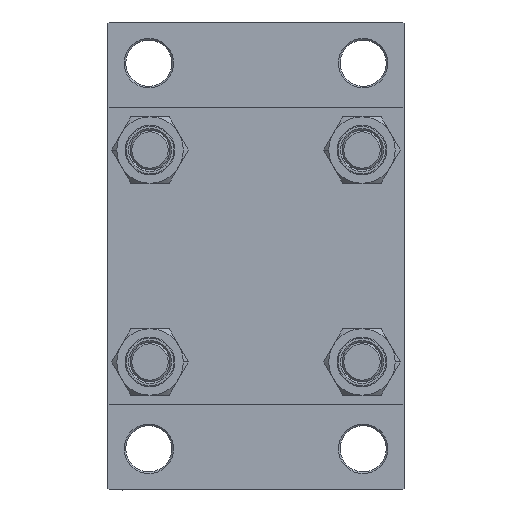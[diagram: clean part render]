
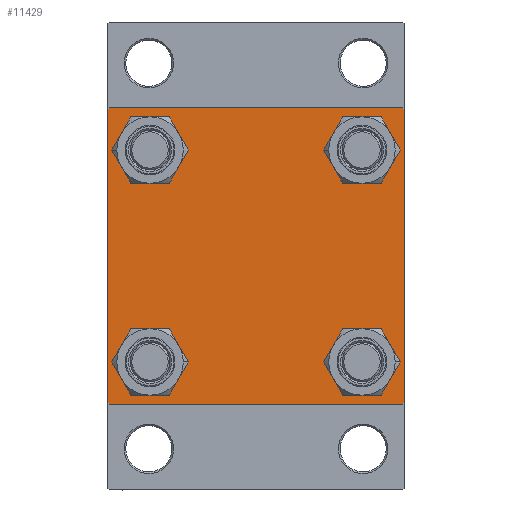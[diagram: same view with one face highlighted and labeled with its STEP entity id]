
A CAD part, left-side view. The second image highlights one B-rep face of the part: STEP entity #11429.
In plain terms, the highlighted planar face has unit normal (-1, 0, 0).
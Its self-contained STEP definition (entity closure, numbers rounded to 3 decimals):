
#113 = CARTESIAN_POINT ( 'NONE',  ( 0., 32.15, 38.65 ) ) ;
#864 = VERTEX_POINT ( 'NONE', #34102 ) ;
#983 = EDGE_CURVE ( 'NONE', #3357, #50028, #47435, .T. ) ;
#994 = CARTESIAN_POINT ( 'NONE',  ( 0., -44.5, -45. ) ) ;
#1339 = CARTESIAN_POINT ( 'NONE',  ( 0., 32.15, -32.15 ) ) ;
#1754 = EDGE_CURVE ( 'NONE', #20200, #39588, #25534, .T. ) ;
#1853 = EDGE_LOOP ( 'NONE', ( #49153, #10683 ) ) ;
#2076 = VECTOR ( 'NONE', #16540, 1000. ) ;
#2264 = DIRECTION ( 'NONE',  ( 0., 0., 1. ) ) ;
#2648 = DIRECTION ( 'NONE',  ( 0., 0., 1. ) ) ;
#3016 = VERTEX_POINT ( 'NONE', #33066 ) ;
#3281 = EDGE_LOOP ( 'NONE', ( #33132, #30513 ) ) ;
#3357 = VERTEX_POINT ( 'NONE', #25155 ) ;
#3394 = DIRECTION ( 'NONE',  ( 0., 0., 1. ) ) ;
#3640 = CARTESIAN_POINT ( 'NONE',  ( 0., 32.15, 32.15 ) ) ;
#3684 = CARTESIAN_POINT ( 'NONE',  ( 0., 32.15, -32.15 ) ) ;
#4117 = DIRECTION ( 'NONE',  ( 1., 0., 0. ) ) ;
#4707 = EDGE_CURVE ( 'NONE', #18997, #28724, #17979, .T. ) ;
#4990 = DIRECTION ( 'NONE',  ( 0., 0., 1. ) ) ;
#5080 = LINE ( 'NONE', #17459, #39711 ) ;
#5392 = DIRECTION ( 'NONE',  ( 0., 0., 1. ) ) ;
#5406 = CARTESIAN_POINT ( 'NONE',  ( 0., -45., -44.5 ) ) ;
#7107 = CARTESIAN_POINT ( 'NONE',  ( 0., 44.75, 44.75 ) ) ;
#7294 = VECTOR ( 'NONE', #37432, 1000. ) ;
#7675 = DIRECTION ( 'NONE',  ( 1., 0., 0. ) ) ;
#7795 = VERTEX_POINT ( 'NONE', #50074 ) ;
#7940 = DIRECTION ( 'NONE',  ( 1., 0., 0. ) ) ;
#8104 = AXIS2_PLACEMENT_3D ( 'NONE', #30453, #38062, #3394 ) ;
#8187 = AXIS2_PLACEMENT_3D ( 'NONE', #3684, #13896, #2264 ) ;
#8277 = ORIENTED_EDGE ( 'NONE', *, *, #26089, .T. ) ;
#8873 = DIRECTION ( 'NONE',  ( 0., 0., -1. ) ) ;
#9064 = LINE ( 'NONE', #20168, #12140 ) ;
#9198 = DIRECTION ( 'NONE',  ( 1., 0., 0. ) ) ;
#9308 = CARTESIAN_POINT ( 'NONE',  ( 0., -32.15, 25.65 ) ) ;
#9417 = VERTEX_POINT ( 'NONE', #14244 ) ;
#9723 = ORIENTED_EDGE ( 'NONE', *, *, #34332, .T. ) ;
#10683 = ORIENTED_EDGE ( 'NONE', *, *, #21761, .T. ) ;
#10969 = FACE_OUTER_BOUND ( 'NONE', #19702, .T. ) ;
#11022 = ORIENTED_EDGE ( 'NONE', *, *, #11025, .T. ) ;
#11025 = EDGE_CURVE ( 'NONE', #15114, #864, #9064, .T. ) ;
#11217 = CARTESIAN_POINT ( 'NONE',  ( 0., -32.15, -32.15 ) ) ;
#11429 = ADVANCED_FACE ( 'NONE', ( #15005, #49461, #38563, #45665, #10969 ), #22596, .T. ) ;
#11664 = LINE ( 'NONE', #31896, #32805 ) ;
#12140 = VECTOR ( 'NONE', #47274, 1000. ) ;
#12196 = DIRECTION ( 'NONE',  ( 0., 0., 1. ) ) ;
#12726 = CARTESIAN_POINT ( 'NONE',  ( 0., 32.15, 32.15 ) ) ;
#12990 = CARTESIAN_POINT ( 'NONE',  ( 0., -44.5, 45. ) ) ;
#13233 = DIRECTION ( 'NONE',  ( 0., 0., 1. ) ) ;
#13326 = DIRECTION ( 'NONE',  ( 1., 0., 0. ) ) ;
#13417 = AXIS2_PLACEMENT_3D ( 'NONE', #16608, #13326, #4990 ) ;
#13790 = LINE ( 'NONE', #33274, #19010 ) ;
#13896 = DIRECTION ( 'NONE',  ( 1., 0., 0. ) ) ;
#14244 = CARTESIAN_POINT ( 'NONE',  ( 0., 32.15, -25.65 ) ) ;
#14343 = EDGE_CURVE ( 'NONE', #3016, #47848, #36657, .T. ) ;
#14506 = DIRECTION ( 'NONE',  ( 0., 0., 1. ) ) ;
#15005 = FACE_BOUND ( 'NONE', #3281, .T. ) ;
#15114 = VERTEX_POINT ( 'NONE', #36489 ) ;
#15943 = ORIENTED_EDGE ( 'NONE', *, *, #983, .T. ) ;
#16039 = ORIENTED_EDGE ( 'NONE', *, *, #36983, .T. ) ;
#16041 = CARTESIAN_POINT ( 'NONE',  ( 0., -44.75, 44.75 ) ) ;
#16269 = AXIS2_PLACEMENT_3D ( 'NONE', #31174, #4117, #12196 ) ;
#16540 = DIRECTION ( 'NONE',  ( 0., 0.707, 0.707 ) ) ;
#16608 = CARTESIAN_POINT ( 'NONE',  ( 0., -32.15, 32.15 ) ) ;
#17459 = CARTESIAN_POINT ( 'NONE',  ( 0., -44.75, -44.75 ) ) ;
#17979 = LINE ( 'NONE', #7107, #41033 ) ;
#18997 = VERTEX_POINT ( 'NONE', #23614 ) ;
#19010 = VECTOR ( 'NONE', #22107, 1000. ) ;
#19045 = DIRECTION ( 'NONE',  ( 0., 0., 1. ) ) ;
#19702 = EDGE_LOOP ( 'NONE', ( #37278, #11022, #16039, #9723, #25604, #15943, #49302, #22283 ) ) ;
#19756 = EDGE_CURVE ( 'NONE', #28724, #15114, #13790, .T. ) ;
#20168 = CARTESIAN_POINT ( 'NONE',  ( 0., 44.75, -44.75 ) ) ;
#20200 = VERTEX_POINT ( 'NONE', #9308 ) ;
#20738 = EDGE_CURVE ( 'NONE', #3357, #42831, #11664, .T. ) ;
#21617 = CARTESIAN_POINT ( 'NONE',  ( 0., 45., 44.5 ) ) ;
#21761 = EDGE_CURVE ( 'NONE', #7795, #35976, #41777, .T. ) ;
#22107 = DIRECTION ( 'NONE',  ( 0., 0., -1. ) ) ;
#22283 = ORIENTED_EDGE ( 'NONE', *, *, #4707, .T. ) ;
#22577 = CARTESIAN_POINT ( 'NONE',  ( 0., -32.15, 38.65 ) ) ;
#22596 = PLANE ( 'NONE',  #8104 ) ;
#22656 = VECTOR ( 'NONE', #40229, 1000. ) ;
#22716 = CIRCLE ( 'NONE', #8187, 6.5 ) ;
#23614 = CARTESIAN_POINT ( 'NONE',  ( 0., 44.5, 45. ) ) ;
#25155 = CARTESIAN_POINT ( 'NONE',  ( 0., -45., 44.5 ) ) ;
#25534 = CIRCLE ( 'NONE', #13417, 6.5 ) ;
#25604 = ORIENTED_EDGE ( 'NONE', *, *, #20738, .F. ) ;
#25618 = CIRCLE ( 'NONE', #32106, 6.5 ) ;
#25719 = AXIS2_PLACEMENT_3D ( 'NONE', #3640, #7940, #19045 ) ;
#25768 = CARTESIAN_POINT ( 'NONE',  ( 0., 45., 45. ) ) ;
#26089 = EDGE_CURVE ( 'NONE', #47848, #3016, #25618, .T. ) ;
#28507 = EDGE_CURVE ( 'NONE', #9417, #47695, #29748, .T. ) ;
#28724 = VERTEX_POINT ( 'NONE', #21617 ) ;
#29196 = EDGE_LOOP ( 'NONE', ( #35115, #8277 ) ) ;
#29748 = CIRCLE ( 'NONE', #31384, 6.5 ) ;
#29825 = LINE ( 'NONE', #25768, #7294 ) ;
#30375 = DIRECTION ( 'NONE',  ( 0., 0.707, -0.707 ) ) ;
#30453 = CARTESIAN_POINT ( 'NONE',  ( 0., 0., 0. ) ) ;
#30513 = ORIENTED_EDGE ( 'NONE', *, *, #1754, .T. ) ;
#31174 = CARTESIAN_POINT ( 'NONE',  ( 0., -32.15, 32.15 ) ) ;
#31384 = AXIS2_PLACEMENT_3D ( 'NONE', #1339, #40069, #5392 ) ;
#31644 = CIRCLE ( 'NONE', #16269, 6.5 ) ;
#31896 = CARTESIAN_POINT ( 'NONE',  ( 0., -45., 45. ) ) ;
#32106 = AXIS2_PLACEMENT_3D ( 'NONE', #11217, #7675, #14506 ) ;
#32514 = EDGE_CURVE ( 'NONE', #18997, #50028, #29825, .T. ) ;
#32805 = VECTOR ( 'NONE', #8873, 1000. ) ;
#33053 = ORIENTED_EDGE ( 'NONE', *, *, #28507, .T. ) ;
#33066 = CARTESIAN_POINT ( 'NONE',  ( 0., -32.15, -25.65 ) ) ;
#33132 = ORIENTED_EDGE ( 'NONE', *, *, #38715, .T. ) ;
#33274 = CARTESIAN_POINT ( 'NONE',  ( 0., 45., 45. ) ) ;
#33808 = ORIENTED_EDGE ( 'NONE', *, *, #48768, .T. ) ;
#34102 = CARTESIAN_POINT ( 'NONE',  ( 0., 44.5, -45. ) ) ;
#34332 = EDGE_CURVE ( 'NONE', #37843, #42831, #5080, .T. ) ;
#34447 = EDGE_LOOP ( 'NONE', ( #33053, #33808 ) ) ;
#35115 = ORIENTED_EDGE ( 'NONE', *, *, #14343, .T. ) ;
#35855 = CARTESIAN_POINT ( 'NONE',  ( 0., -32.15, -38.65 ) ) ;
#35976 = VERTEX_POINT ( 'NONE', #113 ) ;
#36489 = CARTESIAN_POINT ( 'NONE',  ( 0., 45., -44.5 ) ) ;
#36657 = CIRCLE ( 'NONE', #43127, 6.5 ) ;
#36983 = EDGE_CURVE ( 'NONE', #864, #37843, #44538, .T. ) ;
#37278 = ORIENTED_EDGE ( 'NONE', *, *, #19756, .T. ) ;
#37432 = DIRECTION ( 'NONE',  ( 0., -1., 0. ) ) ;
#37843 = VERTEX_POINT ( 'NONE', #994 ) ;
#38062 = DIRECTION ( 'NONE',  ( -1., 0., 0. ) ) ;
#38563 = FACE_BOUND ( 'NONE', #34447, .T. ) ;
#38715 = EDGE_CURVE ( 'NONE', #39588, #20200, #31644, .T. ) ;
#39588 = VERTEX_POINT ( 'NONE', #22577 ) ;
#39711 = VECTOR ( 'NONE', #44071, 1000. ) ;
#40069 = DIRECTION ( 'NONE',  ( 1., 0., 0. ) ) ;
#40229 = DIRECTION ( 'NONE',  ( 0., -1., 0. ) ) ;
#40717 = EDGE_CURVE ( 'NONE', #35976, #7795, #47567, .T. ) ;
#41033 = VECTOR ( 'NONE', #30375, 1000. ) ;
#41777 = CIRCLE ( 'NONE', #49828, 6.5 ) ;
#42720 = CARTESIAN_POINT ( 'NONE',  ( 0., 32.15, -38.65 ) ) ;
#42831 = VERTEX_POINT ( 'NONE', #5406 ) ;
#43127 = AXIS2_PLACEMENT_3D ( 'NONE', #44691, #48222, #2648 ) ;
#44071 = DIRECTION ( 'NONE',  ( 0., -0.707, 0.707 ) ) ;
#44538 = LINE ( 'NONE', #45026, #22656 ) ;
#44691 = CARTESIAN_POINT ( 'NONE',  ( 0., -32.15, -32.15 ) ) ;
#45026 = CARTESIAN_POINT ( 'NONE',  ( 0., 45., -45. ) ) ;
#45665 = FACE_BOUND ( 'NONE', #1853, .T. ) ;
#47274 = DIRECTION ( 'NONE',  ( 0., -0.707, -0.707 ) ) ;
#47435 = LINE ( 'NONE', #16041, #2076 ) ;
#47567 = CIRCLE ( 'NONE', #25719, 6.5 ) ;
#47695 = VERTEX_POINT ( 'NONE', #42720 ) ;
#47848 = VERTEX_POINT ( 'NONE', #35855 ) ;
#48222 = DIRECTION ( 'NONE',  ( 1., 0., 0. ) ) ;
#48768 = EDGE_CURVE ( 'NONE', #47695, #9417, #22716, .T. ) ;
#49153 = ORIENTED_EDGE ( 'NONE', *, *, #40717, .T. ) ;
#49302 = ORIENTED_EDGE ( 'NONE', *, *, #32514, .F. ) ;
#49461 = FACE_BOUND ( 'NONE', #29196, .T. ) ;
#49828 = AXIS2_PLACEMENT_3D ( 'NONE', #12726, #9198, #13233 ) ;
#50028 = VERTEX_POINT ( 'NONE', #12990 ) ;
#50074 = CARTESIAN_POINT ( 'NONE',  ( 0., 32.15, 25.65 ) ) ;
